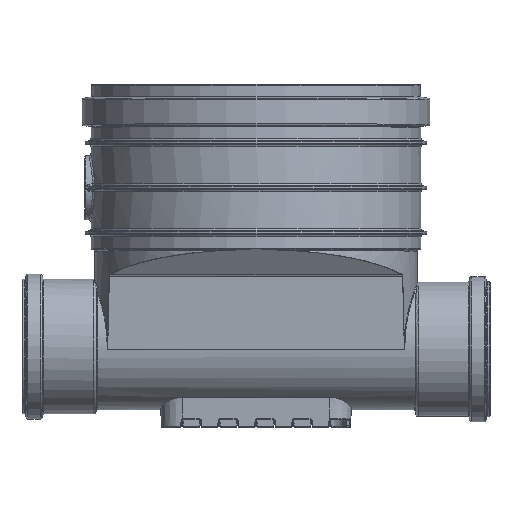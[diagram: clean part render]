
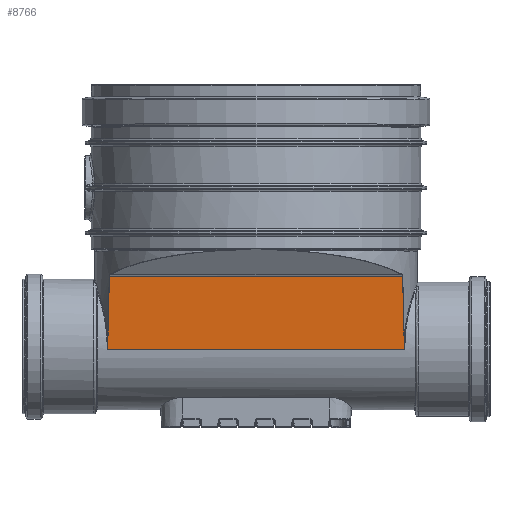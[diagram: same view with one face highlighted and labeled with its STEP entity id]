
A CAD part, top view. The second image highlights one B-rep face of the part: STEP entity #8766.
In plain terms, the highlighted planar face has unit normal (0, -0.052, 0.999).
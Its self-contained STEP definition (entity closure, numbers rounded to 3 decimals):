
#220=ELLIPSE('',#9350,3883.563,203.25);
#226=ELLIPSE('',#9366,3883.563,203.25);
#438=B_SPLINE_CURVE_WITH_KNOTS('',3,(#14363,#14364,#14365,#14366,#14367,
#14368),.UNSPECIFIED.,.F.,.F.,(4,2,4),(-0.004,0.,1.082),
 .UNSPECIFIED.);
#452=B_SPLINE_CURVE_WITH_KNOTS('',3,(#15011,#15012,#15013,#15014,#15015,
#15016),.UNSPECIFIED.,.F.,.F.,(4,2,4),(0.,1.082,1.086),
 .UNSPECIFIED.);
#819=LINE('',#15026,#1192);
#820=LINE('',#15028,#1193);
#1192=VECTOR('',#10709,10.);
#1193=VECTOR('',#10712,10.);
#1591=PLANE('',#9369);
#1711=FACE_OUTER_BOUND('',#2256,.T.);
#2256=EDGE_LOOP('',(#5991,#5992,#5993,#5994,#5995,#5996));
#3484=VERTEX_POINT('',#14353);
#3486=VERTEX_POINT('',#14356);
#3487=VERTEX_POINT('',#14389);
#3503=VERTEX_POINT('',#14942);
#3505=VERTEX_POINT('',#14975);
#3507=VERTEX_POINT('',#15010);
#4424=EDGE_CURVE('',#3486,#3484,#438,.T.);
#4427=EDGE_CURVE('',#3484,#3487,#220,.T.);
#4456=EDGE_CURVE('',#3503,#3505,#226,.T.);
#4457=EDGE_CURVE('',#3505,#3507,#452,.T.);
#4460=EDGE_CURVE('',#3487,#3503,#819,.T.);
#4461=EDGE_CURVE('',#3507,#3486,#820,.T.);
#5991=ORIENTED_EDGE('',*,*,#4457,.F.);
#5992=ORIENTED_EDGE('',*,*,#4456,.F.);
#5993=ORIENTED_EDGE('',*,*,#4460,.F.);
#5994=ORIENTED_EDGE('',*,*,#4427,.F.);
#5995=ORIENTED_EDGE('',*,*,#4424,.F.);
#5996=ORIENTED_EDGE('',*,*,#4461,.F.);
#8766=ADVANCED_FACE('',(#1711),#1591,.T.);
#9350=AXIS2_PLACEMENT_3D('',#14393,#10670,#10671);
#9366=AXIS2_PLACEMENT_3D('',#14979,#10702,#10703);
#9369=AXIS2_PLACEMENT_3D('',#15027,#10710,#10711);
#10670=DIRECTION('center_axis',(0.,0.052,-0.999));
#10671=DIRECTION('ref_axis',(0.,0.999,0.052));
#10702=DIRECTION('center_axis',(0.,0.052,-0.999));
#10703=DIRECTION('ref_axis',(0.,0.999,0.052));
#10709=DIRECTION('',(1.,0.,0.));
#10710=DIRECTION('center_axis',(0.,-0.052,0.999));
#10711=DIRECTION('ref_axis',(0.,-0.999,-0.052));
#10712=DIRECTION('',(-1.,0.,0.));
#14353=CARTESIAN_POINT('',(-186.734,10.1,80.456));
#14356=CARTESIAN_POINT('',(-187.768,-0.687,79.89));
#14363=CARTESIAN_POINT('Ctrl Pts',(-187.768,-0.687,
79.89));
#14364=CARTESIAN_POINT('Ctrl Pts',(-187.766,-0.674,
79.891));
#14365=CARTESIAN_POINT('Ctrl Pts',(-187.764,-0.661,
79.892));
#14366=CARTESIAN_POINT('Ctrl Pts',(-187.245,2.915,80.079));
#14367=CARTESIAN_POINT('Ctrl Pts',(-186.815,6.501,80.267));
#14368=CARTESIAN_POINT('Ctrl Pts',(-186.734,10.1,80.456));
#14389=CARTESIAN_POINT('',(-184.827,92.135,84.755));
#14393=CARTESIAN_POINT('Origin',(0.,-1521.275,
0.2));
#14942=CARTESIAN_POINT('',(184.827,92.135,84.755));
#14975=CARTESIAN_POINT('',(186.734,10.1,80.456));
#14979=CARTESIAN_POINT('Origin',(0.,-1521.275,
0.2));
#15010=CARTESIAN_POINT('',(187.768,-0.687,79.89));
#15011=CARTESIAN_POINT('Ctrl Pts',(186.734,10.1,80.456));
#15012=CARTESIAN_POINT('Ctrl Pts',(186.815,6.501,80.267));
#15013=CARTESIAN_POINT('Ctrl Pts',(187.245,2.915,80.079));
#15014=CARTESIAN_POINT('Ctrl Pts',(187.764,-0.66,
79.892));
#15015=CARTESIAN_POINT('Ctrl Pts',(187.766,-0.674,79.891));
#15016=CARTESIAN_POINT('Ctrl Pts',(187.768,-0.687,
79.89));
#15026=CARTESIAN_POINT('',(0.,92.135,84.755));
#15027=CARTESIAN_POINT('Origin',(0.,92.135,84.755));
#15028=CARTESIAN_POINT('',(0.,-0.687,79.89));
